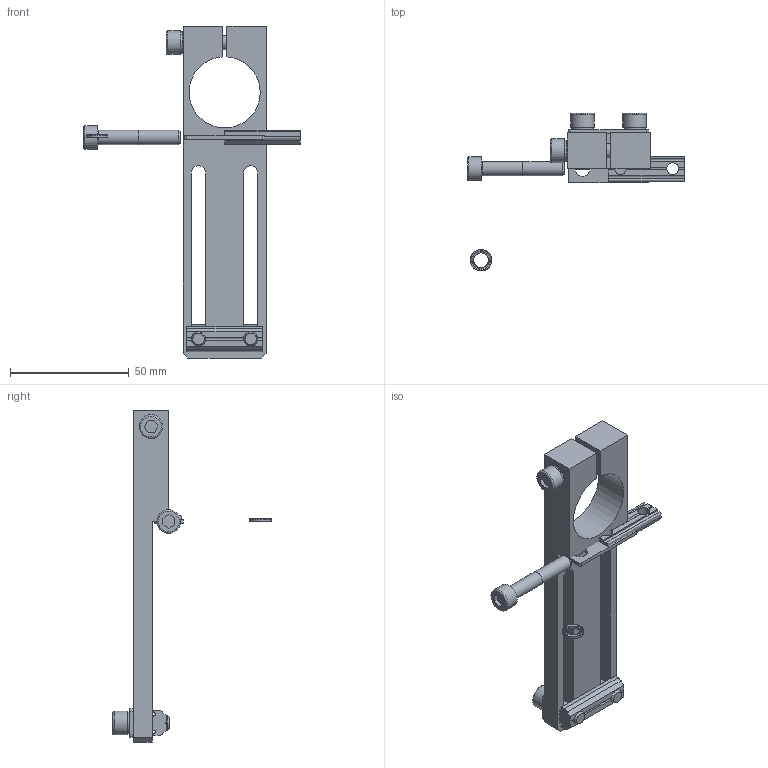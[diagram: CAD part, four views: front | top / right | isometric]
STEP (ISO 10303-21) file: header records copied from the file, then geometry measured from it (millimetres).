
FILE_DESCRIPTION( ( 'STEP AP214' ), '1' );
FILE_NAME( 'CA.04.02.30.X.stp', '2014-07-11T11:57:05', ( ' ' ), ( ' ' ), 'XStep 1.0', ' ', ' ' );
FILE_SCHEMA( ( 'CONFIG_CONTROL_DESIGN) ( )' ) );
Length unit declared in the file: metre
Products named in the file (11): Assem1; Assem2; R.6.SCH; V-tcei M  6 x 35; 04.02.30; CA.GWP.6.22; R.06.22; V-tcei M  6 x 18
Bounding box: 91.5 x 66.74 x 140 mm (x, y, z)
Volume: 106797.8 mm3; surface area: 56516.5 mm2
Topology: 14 solids, 21 shells, 1613 faces, 4712 edges, 3126 vertices
Faces by surface type: plane 1503, cylinder 89, torus 14, cone 7
Full cylindrical faces by diameter (mm): 4.917 x7, 6 x7, 6.1 x3, 6.2 x7, 6.3 x4, 9 x7, 10 x7
Entity records: 23149 total; most frequent: CARTESIAN_POINT 4076, DIRECTION 4017, ORIENTED_EDGE 3952, EDGE_CURVE 1976, AXIS2_PLACEMENT_3D 1348, VERTEX_POINT 1327, LINE 1321, VECTOR 1321
